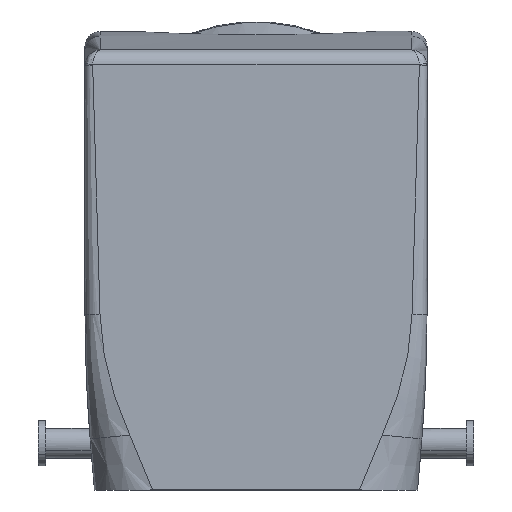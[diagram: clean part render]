
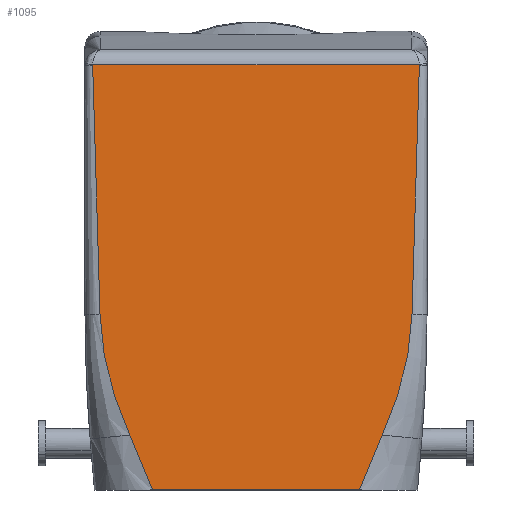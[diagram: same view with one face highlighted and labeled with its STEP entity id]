
A CAD part, front view. The second image highlights one B-rep face of the part: STEP entity #1095.
In plain terms, the highlighted planar face has unit normal (0, -1, 0.013).
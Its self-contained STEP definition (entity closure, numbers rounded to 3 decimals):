
#960=AXIS2_PLACEMENT_3D('Plane Axis2P3D',#957,#958,#959) ;
#546=CARTESIAN_POINT('Vertex',(15.227,0.,0.)) ;
#624=CARTESIAN_POINT('Vertex',(42.773,0.,0.)) ;
#627=CARTESIAN_POINT('Line Origine',(29.,0.,0.)) ;
#957=CARTESIAN_POINT('Axis2P3D Location',(29.,1.046,79.915)) ;
#963=CARTESIAN_POINT('Control Point',(7.271,0.739,56.465)) ;
#964=CARTESIAN_POINT('Control Point',(7.285,0.723,55.246)) ;
#965=CARTESIAN_POINT('Control Point',(7.301,0.707,54.038)) ;
#966=CARTESIAN_POINT('Control Point',(7.32,0.692,52.831)) ;
#967=CARTESIAN_POINT('Control Point',(7.403,0.628,47.987)) ;
#968=CARTESIAN_POINT('Control Point',(7.523,0.565,43.142)) ;
#969=CARTESIAN_POINT('Control Point',(7.63,0.518,39.536)) ;
#970=CARTESIAN_POINT('Control Point',(7.8,0.447,34.138)) ;
#971=CARTESIAN_POINT('Control Point',(8.005,0.376,28.74)) ;
#972=CARTESIAN_POINT('Control Point',(8.078,0.353,26.948)) ;
#973=CARTESIAN_POINT('Control Point',(8.158,0.329,25.156)) ;
#974=CARTESIAN_POINT('Control Point',(8.249,0.306,23.365)) ;
#975=CARTESIAN_POINT('Vertex',(8.249,0.306,23.365)) ;
#977=CARTESIAN_POINT('Vertex',(7.271,0.739,56.465)) ;
#981=CARTESIAN_POINT('Control Point',(8.249,0.306,23.365)) ;
#982=CARTESIAN_POINT('Control Point',(8.252,0.305,23.309)) ;
#983=CARTESIAN_POINT('Control Point',(8.254,0.304,23.253)) ;
#984=CARTESIAN_POINT('Control Point',(8.257,0.304,23.197)) ;
#985=CARTESIAN_POINT('Control Point',(8.32,0.288,22.013)) ;
#986=CARTESIAN_POINT('Control Point',(8.401,0.273,20.831)) ;
#987=CARTESIAN_POINT('Control Point',(8.515,0.258,19.707)) ;
#988=CARTESIAN_POINT('Control Point',(8.827,0.23,17.534)) ;
#989=CARTESIAN_POINT('Control Point',(9.316,0.201,15.389)) ;
#990=CARTESIAN_POINT('Control Point',(9.595,0.188,14.357)) ;
#991=CARTESIAN_POINT('Control Point',(10.229,0.161,12.302)) ;
#992=CARTESIAN_POINT('Control Point',(10.984,0.135,10.284)) ;
#993=CARTESIAN_POINT('Control Point',(11.387,0.121,9.278)) ;
#994=CARTESIAN_POINT('Control Point',(11.805,0.108,8.28)) ;
#995=CARTESIAN_POINT('Control Point',(12.233,0.095,7.286)) ;
#996=CARTESIAN_POINT('Vertex',(12.233,0.095,7.286)) ;
#1000=CARTESIAN_POINT('Control Point',(12.233,0.095,7.286)) ;
#1001=CARTESIAN_POINT('Control Point',(12.748,0.079,6.065)) ;
#1002=CARTESIAN_POINT('Control Point',(13.268,0.063,4.842)) ;
#1003=CARTESIAN_POINT('Control Point',(13.783,0.047,3.614)) ;
#1004=CARTESIAN_POINT('Control Point',(14.375,0.028,2.157)) ;
#1005=CARTESIAN_POINT('Control Point',(14.953,0.009,0.696)) ;
#1006=CARTESIAN_POINT('Control Point',(15.045,0.006,0.464)) ;
#1007=CARTESIAN_POINT('Control Point',(15.136,0.003,0.232)) ;
#1008=CARTESIAN_POINT('Control Point',(15.227,0.,0.)) ;
#1011=CARTESIAN_POINT('Control Point',(45.767,0.095,7.286)) ;
#1012=CARTESIAN_POINT('Control Point',(45.252,0.079,6.065)) ;
#1013=CARTESIAN_POINT('Control Point',(44.732,0.063,4.842)) ;
#1014=CARTESIAN_POINT('Control Point',(44.217,0.047,3.614)) ;
#1015=CARTESIAN_POINT('Control Point',(43.625,0.028,2.157)) ;
#1016=CARTESIAN_POINT('Control Point',(43.047,0.009,0.696)) ;
#1017=CARTESIAN_POINT('Control Point',(42.955,0.006,0.464)) ;
#1018=CARTESIAN_POINT('Control Point',(42.864,0.003,0.232)) ;
#1019=CARTESIAN_POINT('Control Point',(42.773,0.,0.)) ;
#1020=CARTESIAN_POINT('Vertex',(45.767,0.095,7.286)) ;
#1024=CARTESIAN_POINT('Control Point',(49.751,0.306,23.365)) ;
#1025=CARTESIAN_POINT('Control Point',(49.748,0.305,23.309)) ;
#1026=CARTESIAN_POINT('Control Point',(49.746,0.304,23.253)) ;
#1027=CARTESIAN_POINT('Control Point',(49.743,0.304,23.197)) ;
#1028=CARTESIAN_POINT('Control Point',(49.68,0.288,22.013)) ;
#1029=CARTESIAN_POINT('Control Point',(49.599,0.273,20.831)) ;
#1030=CARTESIAN_POINT('Control Point',(49.485,0.258,19.707)) ;
#1031=CARTESIAN_POINT('Control Point',(49.173,0.23,17.534)) ;
#1032=CARTESIAN_POINT('Control Point',(48.684,0.201,15.389)) ;
#1033=CARTESIAN_POINT('Control Point',(48.405,0.188,14.357)) ;
#1034=CARTESIAN_POINT('Control Point',(47.771,0.161,12.302)) ;
#1035=CARTESIAN_POINT('Control Point',(47.016,0.135,10.284)) ;
#1036=CARTESIAN_POINT('Control Point',(46.613,0.121,9.278)) ;
#1037=CARTESIAN_POINT('Control Point',(46.195,0.108,8.28)) ;
#1038=CARTESIAN_POINT('Control Point',(45.767,0.095,7.286)) ;
#1039=CARTESIAN_POINT('Vertex',(49.751,0.306,23.365)) ;
#1043=CARTESIAN_POINT('Control Point',(50.729,0.739,56.465)) ;
#1044=CARTESIAN_POINT('Control Point',(50.715,0.723,55.246)) ;
#1045=CARTESIAN_POINT('Control Point',(50.699,0.707,54.038)) ;
#1046=CARTESIAN_POINT('Control Point',(50.68,0.692,52.831)) ;
#1047=CARTESIAN_POINT('Control Point',(50.597,0.628,47.987)) ;
#1048=CARTESIAN_POINT('Control Point',(50.477,0.565,43.142)) ;
#1049=CARTESIAN_POINT('Control Point',(50.37,0.518,39.536)) ;
#1050=CARTESIAN_POINT('Control Point',(50.2,0.447,34.138)) ;
#1051=CARTESIAN_POINT('Control Point',(49.995,0.376,28.74)) ;
#1052=CARTESIAN_POINT('Control Point',(49.922,0.353,26.948)) ;
#1053=CARTESIAN_POINT('Control Point',(49.842,0.329,25.156)) ;
#1054=CARTESIAN_POINT('Control Point',(49.751,0.306,23.365)) ;
#1055=CARTESIAN_POINT('Vertex',(50.729,0.739,56.465)) ;
#1059=CARTESIAN_POINT('Control Point',(50.72,0.741,56.605)) ;
#1060=CARTESIAN_POINT('Control Point',(50.724,0.741,56.577)) ;
#1061=CARTESIAN_POINT('Control Point',(50.727,0.74,56.549)) ;
#1062=CARTESIAN_POINT('Control Point',(50.729,0.74,56.521)) ;
#1063=CARTESIAN_POINT('Control Point',(50.729,0.74,56.493)) ;
#1064=CARTESIAN_POINT('Control Point',(50.729,0.739,56.465)) ;
#1065=CARTESIAN_POINT('Vertex',(50.72,0.741,56.605)) ;
#1068=CARTESIAN_POINT('Line Origine',(29.,0.741,56.605)) ;
#1072=CARTESIAN_POINT('Vertex',(7.28,0.741,56.605)) ;
#1076=CARTESIAN_POINT('Control Point',(7.28,0.741,56.605)) ;
#1077=CARTESIAN_POINT('Control Point',(7.276,0.741,56.577)) ;
#1078=CARTESIAN_POINT('Control Point',(7.273,0.74,56.549)) ;
#1079=CARTESIAN_POINT('Control Point',(7.271,0.74,56.521)) ;
#1080=CARTESIAN_POINT('Control Point',(7.271,0.74,56.493)) ;
#1081=CARTESIAN_POINT('Control Point',(7.271,0.739,56.465)) ;
#628=DIRECTION('Vector Direction',(-1.,0.,0.)) ;
#958=DIRECTION('Axis2P3D Direction',(0.,-1.,0.013)) ;
#959=DIRECTION('Axis2P3D XDirection',(-1.,0.,0.)) ;
#1069=DIRECTION('Vector Direction',(-1.,0.,0.)) ;
#629=VECTOR('Line Direction',#628,1.) ;
#1070=VECTOR('Line Direction',#1069,1.) ;
#1084=ORIENTED_EDGE('',*,*,#979,.F.) ;
#1085=ORIENTED_EDGE('',*,*,#998,.F.) ;
#1086=ORIENTED_EDGE('',*,*,#1009,.F.) ;
#1087=ORIENTED_EDGE('',*,*,#631,.T.) ;
#1088=ORIENTED_EDGE('',*,*,#1022,.T.) ;
#1089=ORIENTED_EDGE('',*,*,#1041,.T.) ;
#1090=ORIENTED_EDGE('',*,*,#1057,.T.) ;
#1091=ORIENTED_EDGE('',*,*,#1067,.T.) ;
#1092=ORIENTED_EDGE('',*,*,#1074,.F.) ;
#1093=ORIENTED_EDGE('',*,*,#1082,.F.) ;
#1095=ADVANCED_FACE('Hood',(#1094),#961,.T.) ;
#962=B_SPLINE_CURVE_WITH_KNOTS('',5,(#963,#964,#965,#966,#967,#968,#969,#970,#971,#972,#973,#974),.UNSPECIFIED.,.F.,.U.,(6,3,3,6),(26.395,37.115,68.358,83.888),.UNSPECIFIED.) ;
#980=B_SPLINE_CURVE_WITH_KNOTS('',5,(#981,#982,#983,#984,#985,#986,#987,#988,#989,#990,#991,#992,#993,#994,#995),.UNSPECIFIED.,.F.,.U.,(6,3,3,3,6),(82.302,82.791,92.63,101.896,111.261),.UNSPECIFIED.) ;
#999=B_SPLINE_CURVE_WITH_KNOTS('',5,(#1000,#1001,#1002,#1003,#1004,#1005,#1006,#1007,#1008),.UNSPECIFIED.,.F.,.U.,(6,3,6),(110.431,121.717,123.846),.UNSPECIFIED.) ;
#1010=B_SPLINE_CURVE_WITH_KNOTS('',5,(#1011,#1012,#1013,#1014,#1015,#1016,#1017,#1018,#1019),.UNSPECIFIED.,.F.,.U.,(6,3,6),(110.431,121.717,123.846),.UNSPECIFIED.) ;
#1023=B_SPLINE_CURVE_WITH_KNOTS('',5,(#1024,#1025,#1026,#1027,#1028,#1029,#1030,#1031,#1032,#1033,#1034,#1035,#1036,#1037,#1038),.UNSPECIFIED.,.F.,.U.,(6,3,3,3,6),(82.302,82.791,92.63,101.896,111.261),.UNSPECIFIED.) ;
#1042=B_SPLINE_CURVE_WITH_KNOTS('',5,(#1043,#1044,#1045,#1046,#1047,#1048,#1049,#1050,#1051,#1052,#1053,#1054),.UNSPECIFIED.,.F.,.U.,(6,3,3,6),(26.395,37.115,68.358,83.888),.UNSPECIFIED.) ;
#1058=B_SPLINE_CURVE_WITH_KNOTS('',5,(#1059,#1060,#1061,#1062,#1063,#1064),.UNSPECIFIED.,.F.,.U.,(6,6),(234.546,234.991),.UNSPECIFIED.) ;
#1075=B_SPLINE_CURVE_WITH_KNOTS('',5,(#1076,#1077,#1078,#1079,#1080,#1081),.UNSPECIFIED.,.F.,.U.,(6,6),(234.546,234.991),.UNSPECIFIED.) ;
#631=EDGE_CURVE('',#547,#625,#630,.F.) ;
#979=EDGE_CURVE('',#976,#978,#962,.F.) ;
#998=EDGE_CURVE('',#997,#976,#980,.F.) ;
#1009=EDGE_CURVE('',#547,#997,#999,.F.) ;
#1022=EDGE_CURVE('',#625,#1021,#1010,.F.) ;
#1041=EDGE_CURVE('',#1021,#1040,#1023,.F.) ;
#1057=EDGE_CURVE('',#1040,#1056,#1042,.F.) ;
#1067=EDGE_CURVE('',#1056,#1066,#1058,.F.) ;
#1074=EDGE_CURVE('',#1073,#1066,#1071,.F.) ;
#1082=EDGE_CURVE('',#978,#1073,#1075,.F.) ;
#1083=EDGE_LOOP('',(#1084,#1085,#1086,#1087,#1088,#1089,#1090,#1091,#1092,#1093)) ;
#1094=FACE_OUTER_BOUND('',#1083,.T.) ;
#630=LINE('Line',#627,#629) ;
#1071=LINE('Line',#1068,#1070) ;
#961=PLANE('',#960) ;
#547=VERTEX_POINT('',#546) ;
#625=VERTEX_POINT('',#624) ;
#976=VERTEX_POINT('',#975) ;
#978=VERTEX_POINT('',#977) ;
#997=VERTEX_POINT('',#996) ;
#1021=VERTEX_POINT('',#1020) ;
#1040=VERTEX_POINT('',#1039) ;
#1056=VERTEX_POINT('',#1055) ;
#1066=VERTEX_POINT('',#1065) ;
#1073=VERTEX_POINT('',#1072) ;
